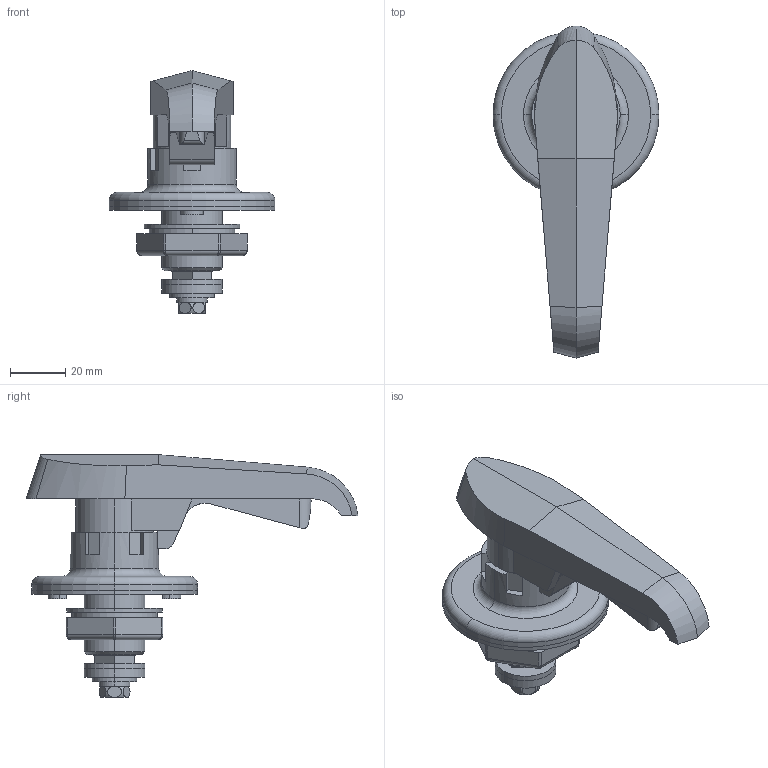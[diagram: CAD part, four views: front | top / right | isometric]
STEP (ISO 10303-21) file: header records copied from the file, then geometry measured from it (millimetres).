
FILE_DESCRIPTION (( 'STEP AP203' ), '1' );
FILE_NAME ('A-140-W-2.STEP', '2009-01-08T04:30:45', ( ' ' ), ( ' ' ), 'SwSTEP 2.0', 'SolidWorks 2007', '' );
FILE_SCHEMA (( 'CONFIG_CONTROL_DESIGN' ));
Length unit declared in the file: millimetre
Products named in the file (10): A-140-W-2平ワッシャー__ﾃﾞﾌｫﾙﾄ; A-140-W-2僷僢僉儞__棉太倌; A-140-W-2M6僱僕__M6亊18; A-140-W-2; A-140-W-2本体__-1-2(鍵無し); A-140-W-2庴嵗__棉太倌; A-140-W-2六角ナット_; A-140-W-2帟晅嵗嬥__棉太倌; A-140-W-2角穴スペーサ__t2.0; A-140-W-2角穴スペーサ__t3.2
Assembly tree (9 placements, depth 2):
  A-140-W-2
    A-140-W-2庴嵗__棉太倌
    A-140-W-2M6僱僕__M6亊18
    A-140-W-2本体__-1-2(鍵無し)
    A-140-W-2平ワッシャー__ﾃﾞﾌｫﾙﾄ
    A-140-W-2帟晅嵗嬥__棉太倌
    A-140-W-2角穴スペーサ__t2.0
    A-140-W-2角穴スペーサ__t3.2
    A-140-W-2僷僢僉儞__棉太倌
    A-140-W-2六角ナット_
Bounding box: 60 x 120 x 87.7 mm (x, y, z)
Volume: 95418.4 mm3; surface area: 38211 mm2
Topology: 9 solids, 9 shells, 279 faces, 699 edges, 450 vertices
Faces by surface type: plane 147, cylinder 106, bspline 12, torus 10, cone 4
Entity records: 10028 total; most frequent: CARTESIAN_POINT 2253, DIRECTION 1423, ORIENTED_EDGE 1386, EDGE_CURVE 693, AXIS2_PLACEMENT_3D 505, VERTEX_POINT 450, VECTOR 413, LINE 413
